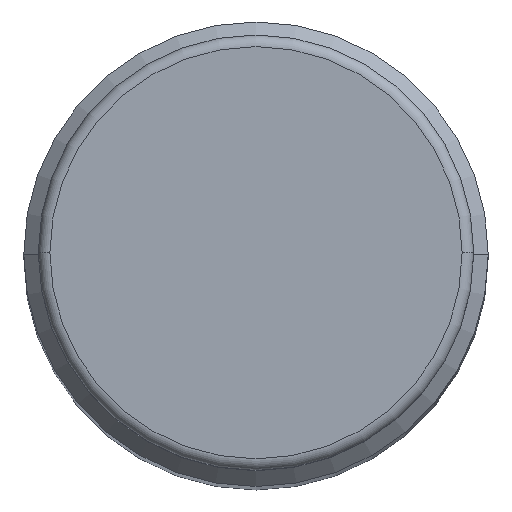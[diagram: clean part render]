
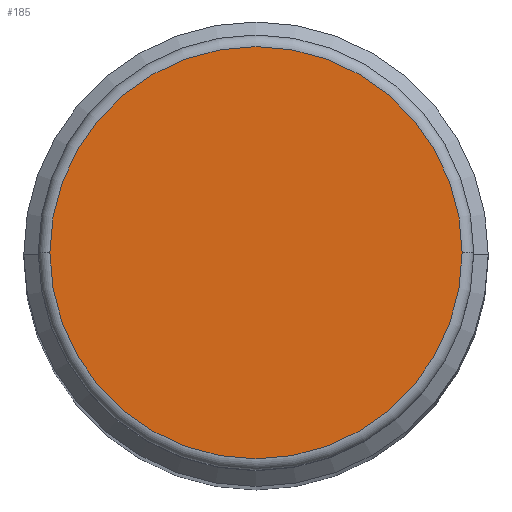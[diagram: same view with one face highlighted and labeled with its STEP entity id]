
A CAD part, top view. The second image highlights one B-rep face of the part: STEP entity #185.
In plain terms, the highlighted planar face has unit normal (0, 0, 1).
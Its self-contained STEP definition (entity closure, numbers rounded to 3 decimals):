
#102 = ORIENTED_EDGE ( 'NONE', *, *, #184, .F. ) ;
#120 = EDGE_CURVE ( 'NONE', #199, #201, #290, .T. ) ;
#174 = ORIENTED_EDGE ( 'NONE', *, *, #120, .F. ) ;
#184 = EDGE_CURVE ( 'NONE', #201, #199, #643, .T. ) ;
#185 = ADVANCED_FACE ( 'NONE', ( #639 ), #645, .F. ) ;
#199 = VERTEX_POINT ( 'NONE', #524 ) ;
#201 = VERTEX_POINT ( 'NONE', #501 ) ;
#205 = EDGE_LOOP ( 'NONE', ( #174, #102 ) ) ;
#287 = DIRECTION ( 'NONE',  ( -1., 0., 0. ) ) ;
#288 = DIRECTION ( 'NONE',  ( 0., 0., -1. ) ) ;
#289 = CARTESIAN_POINT ( 'NONE',  ( 0., 0., 100. ) ) ;
#290 = CIRCLE ( 'NONE', #305, 7.1 ) ;
#305 = AXIS2_PLACEMENT_3D ( 'NONE', #289, #288, #287 ) ;
#501 = CARTESIAN_POINT ( 'NONE',  ( 7.1, 0., 100. ) ) ;
#524 = CARTESIAN_POINT ( 'NONE',  ( -7.1, 0., 100. ) ) ;
#565 = DIRECTION ( 'NONE',  ( -1., 0., 0. ) ) ;
#566 = DIRECTION ( 'NONE',  ( 0., 0., -1. ) ) ;
#567 = CARTESIAN_POINT ( 'NONE',  ( 0., 0., 100. ) ) ;
#568 = AXIS2_PLACEMENT_3D ( 'NONE', #567, #566, #565 ) ;
#639 = FACE_OUTER_BOUND ( 'NONE', #205, .T. ) ;
#640 = DIRECTION ( 'NONE',  ( -1., 0., 0. ) ) ;
#641 = DIRECTION ( 'NONE',  ( 0., 0., -1. ) ) ;
#642 = CARTESIAN_POINT ( 'NONE',  ( 0., 0., 100. ) ) ;
#643 = CIRCLE ( 'NONE', #650, 7.1 ) ;
#645 = PLANE ( 'NONE',  #568 ) ;
#650 = AXIS2_PLACEMENT_3D ( 'NONE', #642, #641, #640 ) ;
